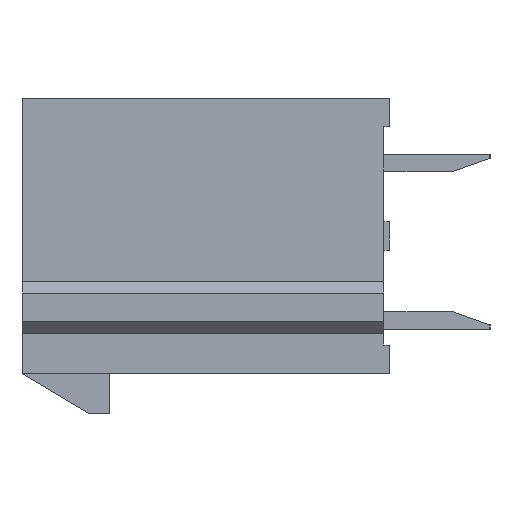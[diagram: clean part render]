
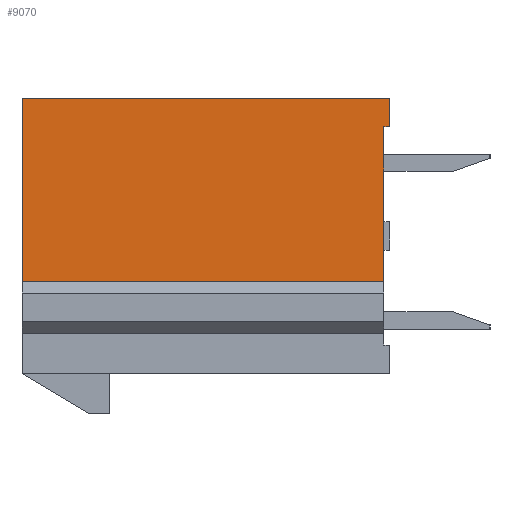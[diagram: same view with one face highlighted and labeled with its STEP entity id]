
A CAD part, left-side view. The second image highlights one B-rep face of the part: STEP entity #9070.
In plain terms, the highlighted planar face has unit normal (-1, 0, 0).
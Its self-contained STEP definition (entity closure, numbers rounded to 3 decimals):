
#1=DIRECTION('',(0.,1.,0.));
#2=VECTOR('',#1,12.6);
#3=CARTESIAN_POINT('',(-21.6,0.2,-1.59));
#4=LINE('',#3,#2);
#5=DIRECTION('',(0.,0.,1.));
#6=VECTOR('',#5,6.39);
#7=CARTESIAN_POINT('',(-21.6,12.8,-1.59));
#8=LINE('',#7,#6);
#9=DIRECTION('',(0.,-1.,0.));
#10=VECTOR('',#9,12.8);
#11=CARTESIAN_POINT('',(-21.6,12.8,4.8));
#12=LINE('',#11,#10);
#13=DIRECTION('',(0.,0.,-1.));
#14=VECTOR('',#13,1.);
#15=CARTESIAN_POINT('',(-21.6,0.,4.8));
#16=LINE('',#15,#14);
#17=DIRECTION('',(0.,1.,0.));
#18=VECTOR('',#17,0.2);
#19=CARTESIAN_POINT('',(-21.6,0.,3.8));
#20=LINE('',#19,#18);
#21=DIRECTION('',(0.,0.,1.));
#22=VECTOR('',#21,5.39);
#23=CARTESIAN_POINT('',(-21.6,0.2,-1.59));
#24=LINE('',#23,#22);
#6803=CARTESIAN_POINT('',(-21.6,12.8,4.8));
#6804=CARTESIAN_POINT('',(-21.6,0.,4.8));
#6805=VERTEX_POINT('',#6803);
#6806=VERTEX_POINT('',#6804);
#7351=CARTESIAN_POINT('',(-21.6,12.8,-1.59));
#7352=VERTEX_POINT('',#7351);
#7365=CARTESIAN_POINT('',(-21.6,0.2,-1.59));
#7366=VERTEX_POINT('',#7365);
#7369=CARTESIAN_POINT('',(-21.6,0.,3.8));
#7370=VERTEX_POINT('',#7369);
#7383=CARTESIAN_POINT('',(-21.6,0.2,3.8));
#7384=VERTEX_POINT('',#7383);
#9051=CARTESIAN_POINT('',(-21.6,0.,0.));
#9052=DIRECTION('',(1.,0.,0.));
#9053=DIRECTION('',(0.,0.,-1.));
#9054=AXIS2_PLACEMENT_3D('',#9051,#9052,#9053);
#9055=PLANE('',#9054);
#9057=ORIENTED_EDGE('',*,*,#9056,.T.);
#9059=ORIENTED_EDGE('',*,*,#9058,.T.);
#9061=ORIENTED_EDGE('',*,*,#9060,.T.);
#9063=ORIENTED_EDGE('',*,*,#9062,.T.);
#9065=ORIENTED_EDGE('',*,*,#9064,.T.);
#9067=ORIENTED_EDGE('',*,*,#9066,.F.);
#9068=EDGE_LOOP('',(#9057,#9059,#9061,#9063,#9065,#9067));
#9069=FACE_OUTER_BOUND('',#9068,.F.);
#9070=ADVANCED_FACE('',(#9069),#9055,.F.);
#9056=EDGE_CURVE('',#7366,#7352,#4,.T.);
#9058=EDGE_CURVE('',#7352,#6805,#8,.T.);
#9060=EDGE_CURVE('',#6805,#6806,#12,.T.);
#9062=EDGE_CURVE('',#6806,#7370,#16,.T.);
#9064=EDGE_CURVE('',#7370,#7384,#20,.T.);
#9066=EDGE_CURVE('',#7366,#7384,#24,.T.);
